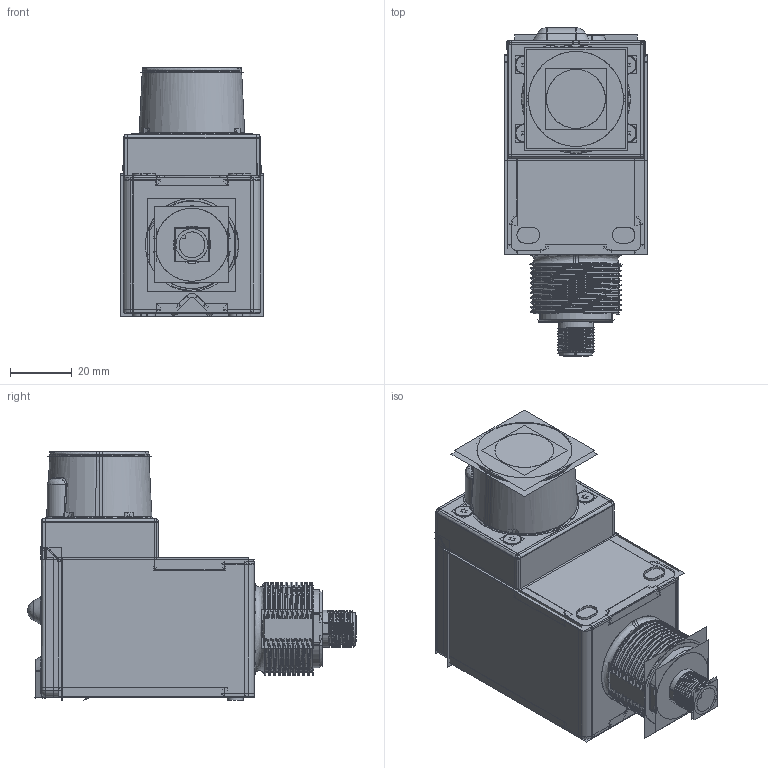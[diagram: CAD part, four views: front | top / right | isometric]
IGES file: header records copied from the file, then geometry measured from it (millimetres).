
Start section:  PTC IGES file: 156716_sm01.igs
Global section: file name: 156716_sm01.igs; native system: Creo Parametric by PTC Inc.; preprocessor: 2019292; author: PDMAdmin; organization: Unknown; date: 20221107.122032; units: millimetre
Bounding box: 46.28 x 106.21 x 80.33 mm (x, y, z)
Volume: 187149.3 mm3; surface area: 127580.5 mm2
Topology: 1 solids, 1 shells, 1168 faces, 5913 edges, 7379 vertices
Faces by surface type: bspline 666, revolution 502
